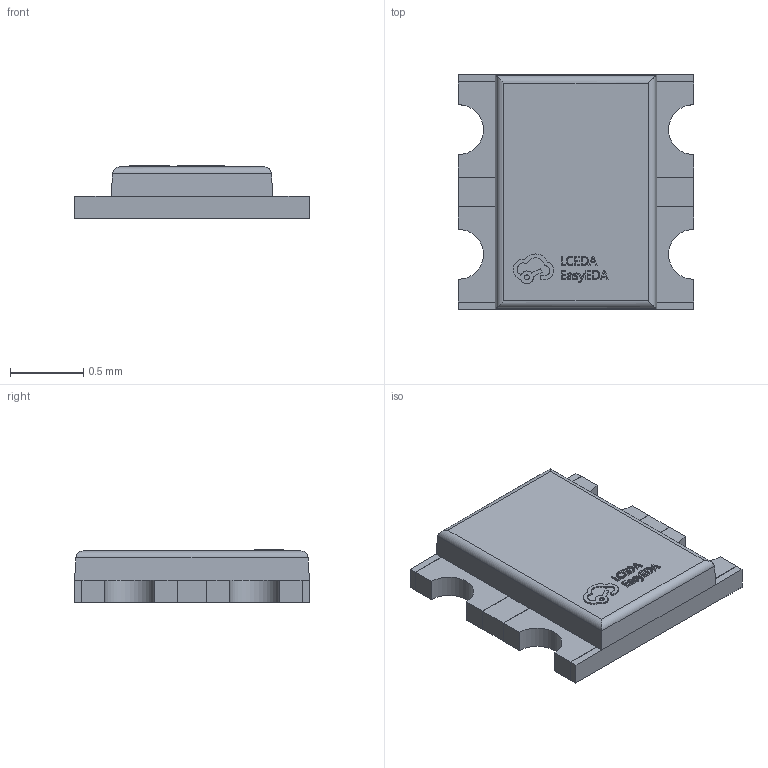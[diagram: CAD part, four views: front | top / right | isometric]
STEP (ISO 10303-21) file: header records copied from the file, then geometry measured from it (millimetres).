
FILE_DESCRIPTION (( 'STEP AP214' ), '1' );
FILE_NAME ('LED1.6X1.6-4P_L1.6-W1.6-H0.4-LS1.6.step', '2022-07-08T13:32:01', ( '' ), ( '' ), 'SwSTEP 2.0', 'SolidWorks 2020', '' );
FILE_SCHEMA (( 'AUTOMOTIVE_DESIGN' ));
Length unit declared in the file: millimetre
Products named in the file (1): LED1.6X1.6-4P_L1.6-W1.6-H0.4-LS1.6
Bounding box: 1.6 x 1.6 x 0.36 mm (x, y, z)
Volume: 0.7 mm3; surface area: 6.8 mm2
Topology: 1 solids, 1 shells, 339 faces, 925 edges, 614 vertices
Faces by surface type: plane 219, bspline 112, cylinder 8
Entity records: 14931 total; most frequent: CARTESIAN_POINT 3995, ORIENTED_EDGE 1850, DIRECTION 1157, EDGE_CURVE 925, VECTOR 685, LINE 685, VERTEX_POINT 614, EDGE_LOOP 365
